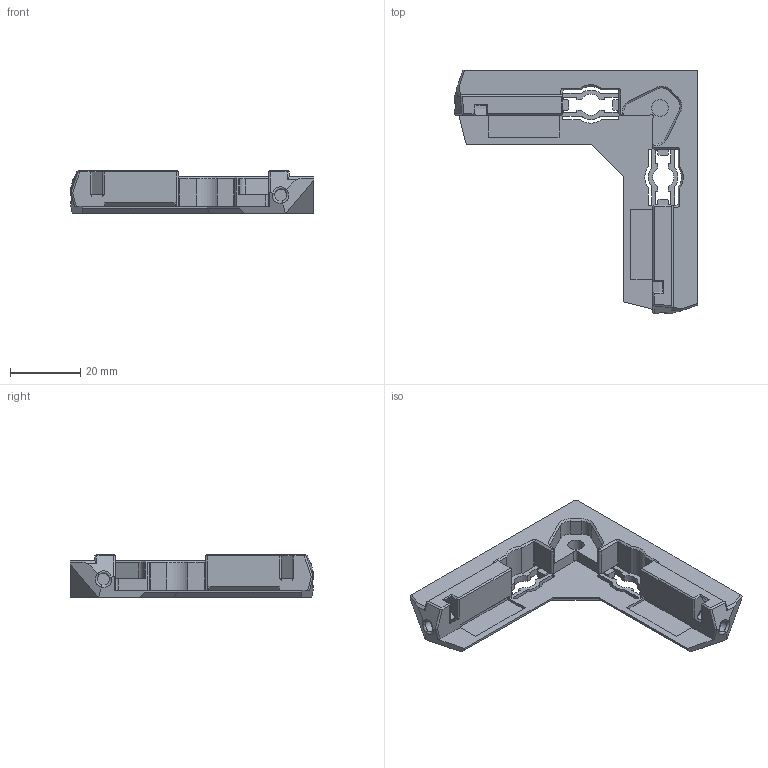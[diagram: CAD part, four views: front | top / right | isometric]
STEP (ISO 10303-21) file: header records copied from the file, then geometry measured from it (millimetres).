
FILE_DESCRIPTION(/* description */ ('','CAx-IF Rec.Pracs.---Representation and Presentation of Product Manufacturing Information (PMI)---4.0---2014-10-13'),/* implementation_level */ '2;1');
FILE_NAME(/* name */ 'test_corner.step',/* time_stamp */ '2025-02-22T18:01:50-06:00',/* author */ (''),/* organization */ (''),/* preprocessor_version */ 'ST-DEVELOPER v20',/* originating_system */ 'Autodesk Translation Framework v13.20.0.188',/* authorisation */ '');
FILE_SCHEMA (('AP242_MANAGED_MODEL_BASED_3D_ENGINEERING_MIM_LF { 1 0 10303 442 1 1 4 }'));
Length unit declared in the file: millimetre
Products named in the file (1): monolith_panel_corners_attempt4
Bounding box: 69.13 x 69.13 x 12.2 mm (x, y, z)
Volume: 11681 mm3; surface area: 8591.5 mm2
Topology: 1 solids, 1 shells, 323 faces, 858 edges, 538 vertices
Faces by surface type: plane 180, cylinder 91, cone 26, bspline 18, sphere 8
Full cylindrical faces by diameter (mm): 1.5 x4, 3.4 x4, 4.7 x1
Entity records: 10397 total; most frequent: CARTESIAN_POINT 2304, ORIENTED_EDGE 1708, DIRECTION 1646, EDGE_CURVE 854, LINE 606, VECTOR 606, VERTEX_POINT 538, AXIS2_PLACEMENT_3D 520
